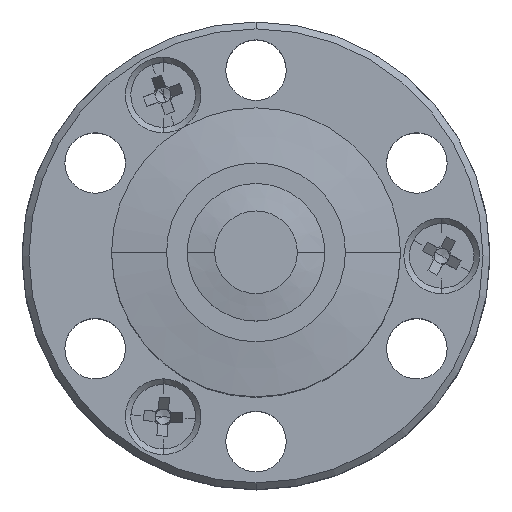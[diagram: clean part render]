
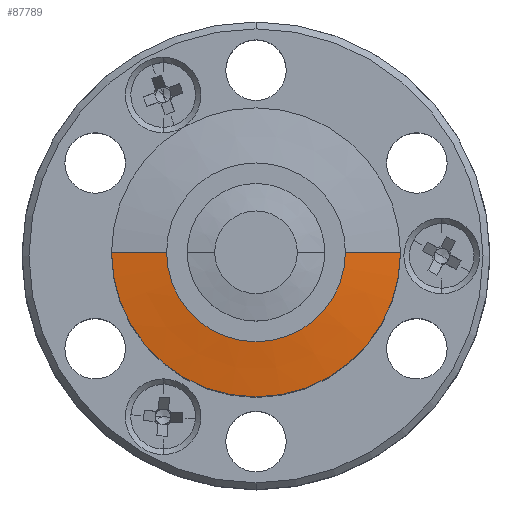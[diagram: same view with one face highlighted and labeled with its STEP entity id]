
A CAD part, top view. The second image highlights one B-rep face of the part: STEP entity #87789.
In plain terms, the highlighted conical face has half-angle 82 degrees and reference radius 6.5 mm.
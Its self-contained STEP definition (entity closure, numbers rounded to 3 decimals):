
#5914 = LINE ( 'NONE', #30815, #26113 ) ;
#7671 = FACE_OUTER_BOUND ( 'NONE', #95933, .T. ) ;
#9275 = CARTESIAN_POINT ( 'NONE',  ( -6.5, 0., 278.75 ) ) ;
#16412 = DIRECTION ( 'NONE',  ( 0., 0., 1. ) ) ;
#21638 = AXIS2_PLACEMENT_3D ( 'NONE', #96410, #45008, #105086 ) ;
#21742 = DIRECTION ( 'NONE',  ( 1., 0., 0. ) ) ;
#22136 = DIRECTION ( 'NONE',  ( -0.99, 0., -0.139 ) ) ;
#22317 = EDGE_CURVE ( 'NONE', #39727, #30035, #106907, .T. ) ;
#26113 = VECTOR ( 'NONE', #22136, 1000. ) ;
#30013 = EDGE_CURVE ( 'NONE', #72629, #50992, #40210, .T. ) ;
#30035 = VERTEX_POINT ( 'NONE', #53685 ) ;
#30815 = CARTESIAN_POINT ( 'NONE',  ( -6.5, 0., 278.75 ) ) ;
#39727 = VERTEX_POINT ( 'NONE', #9275 ) ;
#39806 = ORIENTED_EDGE ( 'NONE', *, *, #87341, .F. ) ;
#40210 = CIRCLE ( 'NONE', #21638, 10.5 ) ;
#43554 = CARTESIAN_POINT ( 'NONE',  ( -10.5, 0., 278.188 ) ) ;
#45008 = DIRECTION ( 'NONE',  ( 0., 0., -1. ) ) ;
#47610 = ORIENTED_EDGE ( 'NONE', *, *, #101728, .T. ) ;
#48399 = VECTOR ( 'NONE', #64670, 1000. ) ;
#50992 = VERTEX_POINT ( 'NONE', #43554 ) ;
#53685 = CARTESIAN_POINT ( 'NONE',  ( 6.5, 0., 278.75 ) ) ;
#56813 = AXIS2_PLACEMENT_3D ( 'NONE', #67881, #16412, #76550 ) ;
#64670 = DIRECTION ( 'NONE',  ( 0.99, 0., -0.139 ) ) ;
#67881 = CARTESIAN_POINT ( 'NONE',  ( 0., 0., 278.75 ) ) ;
#72629 = VERTEX_POINT ( 'NONE', #111146 ) ;
#76550 = DIRECTION ( 'NONE',  ( -1., 0., 0. ) ) ;
#77236 = AXIS2_PLACEMENT_3D ( 'NONE', #90033, #98751, #21742 ) ;
#87341 = EDGE_CURVE ( 'NONE', #30035, #72629, #94056, .T. ) ;
#87789 = ADVANCED_FACE ( 'NONE', ( #7671 ), #108526, .T. ) ;
#90033 = CARTESIAN_POINT ( 'NONE',  ( 0., 0., 278.75 ) ) ;
#90547 = CARTESIAN_POINT ( 'NONE',  ( 6.5, 0., 278.75 ) ) ;
#94056 = LINE ( 'NONE', #90547, #48399 ) ;
#95933 = EDGE_LOOP ( 'NONE', ( #104372, #47610, #105409, #39806 ) ) ;
#96410 = CARTESIAN_POINT ( 'NONE',  ( 0., 0., 278.188 ) ) ;
#98751 = DIRECTION ( 'NONE',  ( 0., 0., -1. ) ) ;
#101728 = EDGE_CURVE ( 'NONE', #39727, #50992, #5914, .T. ) ;
#104372 = ORIENTED_EDGE ( 'NONE', *, *, #22317, .F. ) ;
#105086 = DIRECTION ( 'NONE',  ( -1., 0., 0. ) ) ;
#105409 = ORIENTED_EDGE ( 'NONE', *, *, #30013, .F. ) ;
#106907 = CIRCLE ( 'NONE', #56813, 6.5 ) ;
#108526 = CONICAL_SURFACE ( 'NONE', #77236, 6.5, 1.431 ) ;
#111146 = CARTESIAN_POINT ( 'NONE',  ( 10.5, 0., 278.188 ) ) ;
